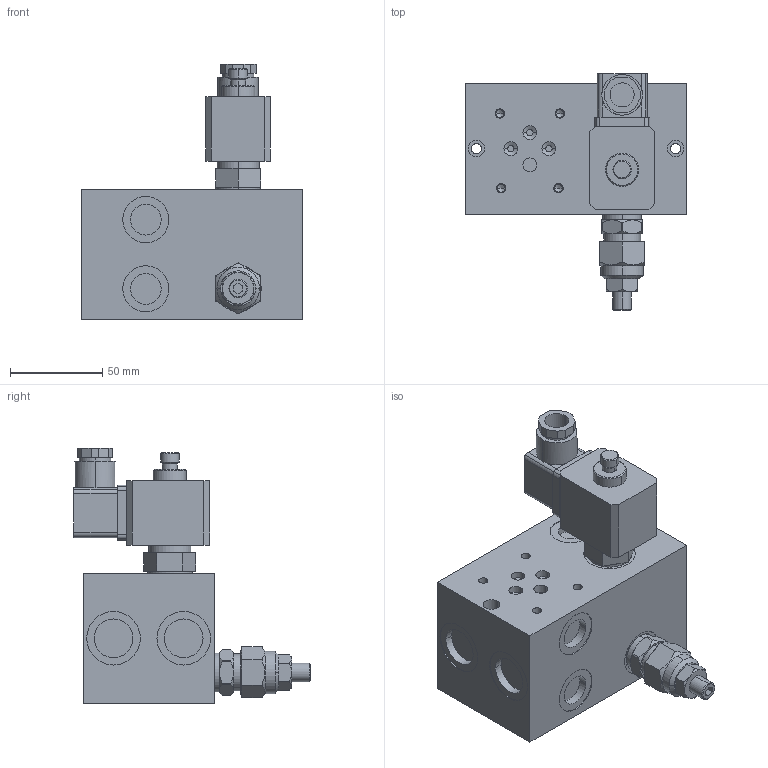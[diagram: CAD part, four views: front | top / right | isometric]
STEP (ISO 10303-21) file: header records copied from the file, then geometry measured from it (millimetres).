
FILE_DESCRIPTION(('STEP AP214'),'1');
FILE_NAME('tmp0.step',' ',(' '),(' '),'XStep 1.0',' ',' ');
FILE_SCHEMA(('automotive_design'));
Length unit declared in the file: millimetre
Bounding box: 120 x 128 x 138.45 mm (x, y, z)
Volume: 686048 mm3; surface area: 75464 mm2
Topology: 6 solids, 6 shells, 340 faces, 792 edges, 502 vertices
Faces by surface type: plane 158, cylinder 124, cone 58
Entity records: 12465 total; most frequent: CARTESIAN_POINT 1804, DIRECTION 1726, ORIENTED_EDGE 1552, EDGE_CURVE 776, AXIS2_PLACEMENT_3D 672, VERTEX_POINT 502, EDGE_LOOP 398, LINE 382
